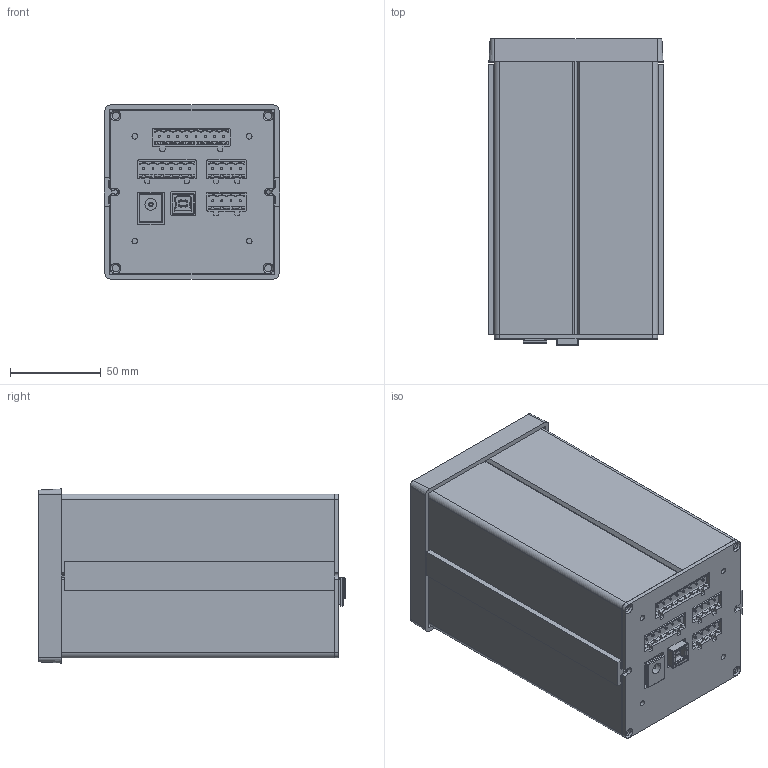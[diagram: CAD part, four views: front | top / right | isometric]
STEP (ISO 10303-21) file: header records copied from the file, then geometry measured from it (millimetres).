
FILE_DESCRIPTION((''),'2;1');
FILE_NAME('FI1340-D.stp','2013-03-21T11:05:59',(''),(''),'Mechanical Desktop 2009','Mechanical Desktop 2009',', , ');
FILE_SCHEMA(('CONFIG_CONTROL_DESIGN'));
Length unit declared in the file: inch
Products named in the file (47): FI1340-D; REAR PANEL; BEZEL2; ~PART1; DIN RAIL; DIN RAIL_3; ~~PART1; FRONT PANEL SCREW; FRONT PANEL SCREW 3; 1AAA; 1A; 1AA; 1; 50414; EDAC-690-004-660-023AA; EDAC-690-004-660-023_690-004-023_690-004-260-023AAAA; PART10; PART11; PART12; PART13; PART14; PART15; PART16; PART17; 26; NEWDWGA; EDAC-690-004-660-023_690-004-023_690-004-260-023AAAAA; EDAC-690-004-660-023AAAA; EDAC-690-004-660-023_690-004-023_690-004-260-023A; EDAC-690-004-660-023AAA; EDAC-690-004-660-023_690-004-023_690-004-260-023; EDAC-690-004-660-023A; EDAC-690-004-660-023_690-004-023_690-004-260-023AA; EDAC-690-004-660-023AAAAA; DRAWING1; EDAC-690-004-660-023; EDAC-690-004-660-023_690-004-023_690-004-260-023AAA; PART1; PART2; PART3 ...
Assembly tree (344 placements, depth 4):
  FI1340-D
    REAR PANEL
    BEZEL2
    ~PART1
    DIN RAIL
    DIN RAIL_3
    ~~PART1
    FRONT PANEL SCREW
    FRONT PANEL SCREW 3
    1AAA
    1A
    1AA
    1
    50414
    EDAC-690-004-660-023AA
      EDAC-690-004-660-023_690-004-023_690-004-260-023AAAA
        PART10
        PART11
        PART12
        PART13
        PART14
        PART15
        PART16
        PART17
    26  x286
    NEWDWGA  x13
      26
  EDAC-690-004-660-023_690-004-023_690-004-260-023AAAAA
  EDAC-690-004-660-023AAAA
  EDAC-690-004-660-023_690-004-023_690-004-260-023A
  EDAC-690-004-660-023AAA
Bounding box: 96.82 x 168.76 x 95.99 mm (x, y, z)
Volume: 1336990.4 mm3; surface area: 155346.3 mm2
Topology: 21 solids, 21 shells, 2262 faces, 6112 edges, 3920 vertices
Faces by surface type: plane 1416, cylinder 650, torus 92, sphere 50, cone 38, bspline 16
Entity records: 74984 total; most frequent: CARTESIAN_POINT 13350, DIRECTION 12770, ORIENTED_EDGE 12040, EDGE_CURVE 6020, AXIS2_PLACEMENT_3D 4288, VECTOR 4194, LINE 4194, VERTEX_POINT 3920
